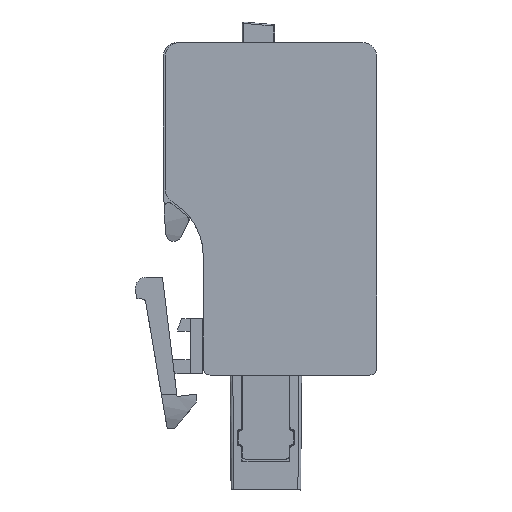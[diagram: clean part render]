
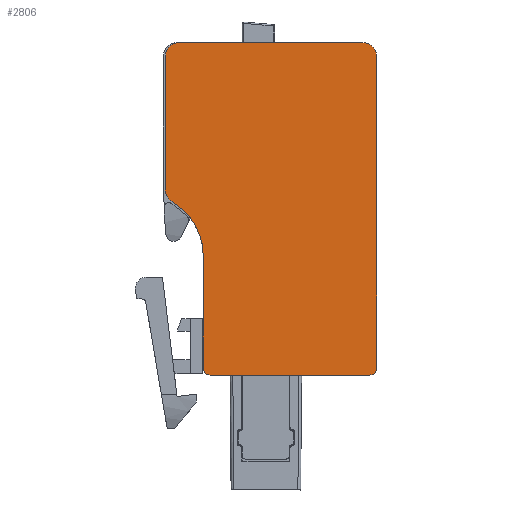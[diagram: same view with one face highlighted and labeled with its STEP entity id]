
A CAD part, left-side view. The second image highlights one B-rep face of the part: STEP entity #2806.
In plain terms, the highlighted planar face has unit normal (-1, 0, 0).
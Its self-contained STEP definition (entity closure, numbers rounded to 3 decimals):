
#786=AXIS2_PLACEMENT_3D('Circle Axis2P3D',#784,#785,$) ;
#819=AXIS2_PLACEMENT_3D('Circle Axis2P3D',#817,#818,$) ;
#951=AXIS2_PLACEMENT_3D('Circle Axis2P3D',#949,#950,$) ;
#1001=AXIS2_PLACEMENT_3D('Circle Axis2P3D',#999,#1000,$) ;
#1053=AXIS2_PLACEMENT_3D('Circle Axis2P3D',#1051,#1052,$) ;
#1233=AXIS2_PLACEMENT_3D('Circle Axis2P3D',#1231,#1232,$) ;
#2791=AXIS2_PLACEMENT_3D('Plane Axis2P3D',#2788,#2789,#2790) ;
#784=CARTESIAN_POINT('Axis2P3D Location',(0.,17.1,17.034)) ;
#788=CARTESIAN_POINT('Vertex',(0.,14.85,20.931)) ;
#790=CARTESIAN_POINT('Vertex',(0.,12.6,17.034)) ;
#817=CARTESIAN_POINT('Axis2P3D Location',(0.,14.35,21.797)) ;
#821=CARTESIAN_POINT('Vertex',(0.,15.35,21.797)) ;
#842=CARTESIAN_POINT('Line Origine',(0.,15.35,26.651)) ;
#846=CARTESIAN_POINT('Vertex',(0.,15.35,31.504)) ;
#949=CARTESIAN_POINT('Axis2P3D Location',(0.,14.35,31.5)) ;
#953=CARTESIAN_POINT('Vertex',(0.,14.35,32.5)) ;
#974=CARTESIAN_POINT('Line Origine',(0.,7.675,32.5)) ;
#978=CARTESIAN_POINT('Vertex',(0.,1.,32.5)) ;
#999=CARTESIAN_POINT('Axis2P3D Location',(0.,1.,31.5)) ;
#1003=CARTESIAN_POINT('Vertex',(0.,0.,31.5)) ;
#1024=CARTESIAN_POINT('Line Origine',(0.,0.,20.175)) ;
#1028=CARTESIAN_POINT('Vertex',(0.,0.,8.85)) ;
#1051=CARTESIAN_POINT('Axis2P3D Location',(0.,0.5,8.85)) ;
#1055=CARTESIAN_POINT('Vertex',(0.,0.5,8.35)) ;
#1095=CARTESIAN_POINT('Line Origine',(0.,6.3,8.35)) ;
#1099=CARTESIAN_POINT('Vertex',(0.,12.1,8.35)) ;
#1228=CARTESIAN_POINT('Vertex',(0.,12.6,8.85)) ;
#1231=CARTESIAN_POINT('Axis2P3D Location',(0.,12.1,8.85)) ;
#1249=CARTESIAN_POINT('Line Origine',(0.,12.6,12.942)) ;
#2788=CARTESIAN_POINT('Axis2P3D Location',(0.,22.05,-0.85)) ;
#785=DIRECTION('Axis2P3D Direction',(-1.,0.,0.)) ;
#818=DIRECTION('Axis2P3D Direction',(-1.,0.,0.)) ;
#843=DIRECTION('Vector Direction',(0.,0.,1.)) ;
#950=DIRECTION('Axis2P3D Direction',(-1.,0.,0.)) ;
#975=DIRECTION('Vector Direction',(0.,-1.,0.)) ;
#1000=DIRECTION('Axis2P3D Direction',(-1.,0.,0.)) ;
#1025=DIRECTION('Vector Direction',(0.,0.,1.)) ;
#1052=DIRECTION('Axis2P3D Direction',(-1.,0.,0.)) ;
#1096=DIRECTION('Vector Direction',(0.,-1.,0.)) ;
#1232=DIRECTION('Axis2P3D Direction',(-1.,0.,0.)) ;
#1250=DIRECTION('Vector Direction',(0.,0.,-1.)) ;
#2789=DIRECTION('Axis2P3D Direction',(-1.,0.,0.)) ;
#2790=DIRECTION('Axis2P3D XDirection',(0.,-1.,0.)) ;
#844=VECTOR('Line Direction',#843,1.) ;
#976=VECTOR('Line Direction',#975,1.) ;
#1026=VECTOR('Line Direction',#1025,1.) ;
#1097=VECTOR('Line Direction',#1096,1.) ;
#1251=VECTOR('Line Direction',#1250,1.) ;
#2794=ORIENTED_EDGE('',*,*,#792,.T.) ;
#2795=ORIENTED_EDGE('',*,*,#1253,.T.) ;
#2796=ORIENTED_EDGE('',*,*,#1235,.T.) ;
#2797=ORIENTED_EDGE('',*,*,#1101,.T.) ;
#2798=ORIENTED_EDGE('',*,*,#1057,.F.) ;
#2799=ORIENTED_EDGE('',*,*,#1030,.T.) ;
#2800=ORIENTED_EDGE('',*,*,#1005,.T.) ;
#2801=ORIENTED_EDGE('',*,*,#980,.F.) ;
#2802=ORIENTED_EDGE('',*,*,#955,.T.) ;
#2803=ORIENTED_EDGE('',*,*,#848,.F.) ;
#2804=ORIENTED_EDGE('',*,*,#823,.T.) ;
#2806=ADVANCED_FACE('CVPL',(#2805),#2792,.T.) ;
#787=CIRCLE('generated circle',#786,4.5) ;
#820=CIRCLE('generated circle',#819,1.) ;
#952=CIRCLE('generated circle',#951,1.) ;
#1002=CIRCLE('generated circle',#1001,1.) ;
#1054=CIRCLE('generated circle',#1053,0.5) ;
#1234=CIRCLE('generated circle',#1233,0.5) ;
#792=EDGE_CURVE('',#789,#791,#787,.F.) ;
#823=EDGE_CURVE('',#822,#789,#820,.T.) ;
#848=EDGE_CURVE('',#822,#847,#845,.T.) ;
#955=EDGE_CURVE('',#954,#847,#952,.T.) ;
#980=EDGE_CURVE('',#954,#979,#977,.T.) ;
#1005=EDGE_CURVE('',#1004,#979,#1002,.T.) ;
#1030=EDGE_CURVE('',#1029,#1004,#1027,.T.) ;
#1057=EDGE_CURVE('',#1029,#1056,#1054,.F.) ;
#1101=EDGE_CURVE('',#1100,#1056,#1098,.T.) ;
#1235=EDGE_CURVE('',#1229,#1100,#1234,.T.) ;
#1253=EDGE_CURVE('',#791,#1229,#1252,.T.) ;
#2793=EDGE_LOOP('',(#2794,#2795,#2796,#2797,#2798,#2799,#2800,#2801,#2802,#2803,#2804)) ;
#2805=FACE_OUTER_BOUND('',#2793,.T.) ;
#845=LINE('Line',#842,#844) ;
#977=LINE('Line',#974,#976) ;
#1027=LINE('Line',#1024,#1026) ;
#1098=LINE('Line',#1095,#1097) ;
#1252=LINE('Line',#1249,#1251) ;
#2792=PLANE('',#2791) ;
#789=VERTEX_POINT('',#788) ;
#791=VERTEX_POINT('',#790) ;
#822=VERTEX_POINT('',#821) ;
#847=VERTEX_POINT('',#846) ;
#954=VERTEX_POINT('',#953) ;
#979=VERTEX_POINT('',#978) ;
#1004=VERTEX_POINT('',#1003) ;
#1029=VERTEX_POINT('',#1028) ;
#1056=VERTEX_POINT('',#1055) ;
#1100=VERTEX_POINT('',#1099) ;
#1229=VERTEX_POINT('',#1228) ;
